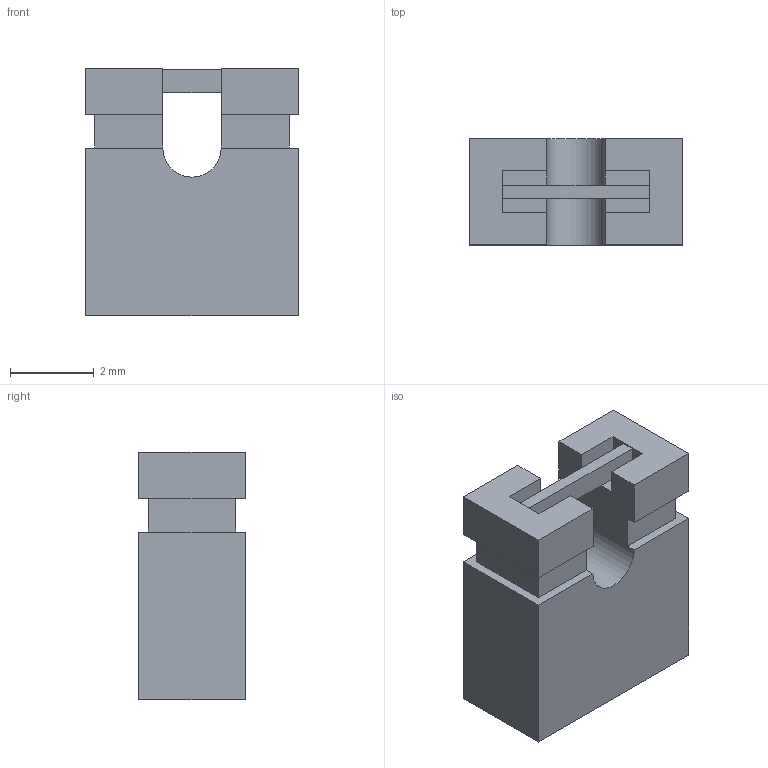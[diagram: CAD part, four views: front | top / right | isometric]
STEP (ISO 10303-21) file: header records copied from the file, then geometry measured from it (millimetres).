
FILE_DESCRIPTION(('FreeCAD Model'),'2;1');
FILE_NAME('User Library-SHORTING JUMPER.step', '2017-03-27T07:01:39',('Author'),(''), 'Open CASCADE STEP processor 6.8','FreeCAD','Unknown');
FILE_SCHEMA(('AUTOMOTIVE_DESIGN_CC2 { 1 2 10303 214 -1 1 5 4 }'));
Length unit declared in the file: millimetre
Products named in the file (2): ASSEMBLY; User_Library-SHORTING_JUMPER
Assembly tree (1 placements, depth 2):
  ASSEMBLY
    User_Library-SHORTING_JUMPER
Bounding box: 5.08 x 2.54 x 5.9 mm (x, y, z)
Volume: 53.1 mm3; surface area: 167.8 mm2
Topology: 1 solids, 1 shells, 51 faces, 140 edges, 92 vertices
Faces by surface type: plane 50, cylinder 1
Entity records: 3972 total; most frequent: CARTESIAN_POINT 757, DIRECTION 520, LINE 408, VECTOR 408, ORIENTED_EDGE 280, PCURVE 280, DEFINITIONAL_REPRESENTATION 280, EDGE_CURVE 140
